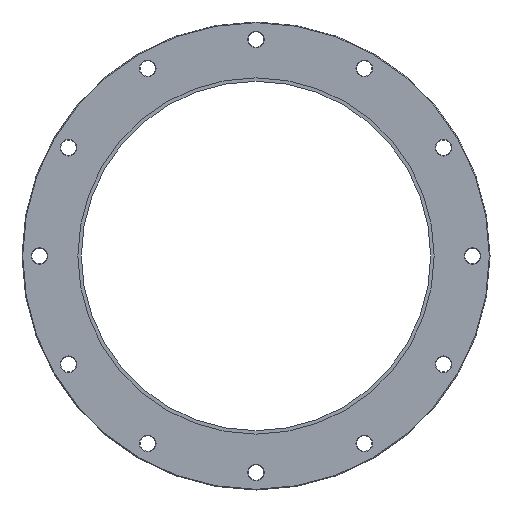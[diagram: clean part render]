
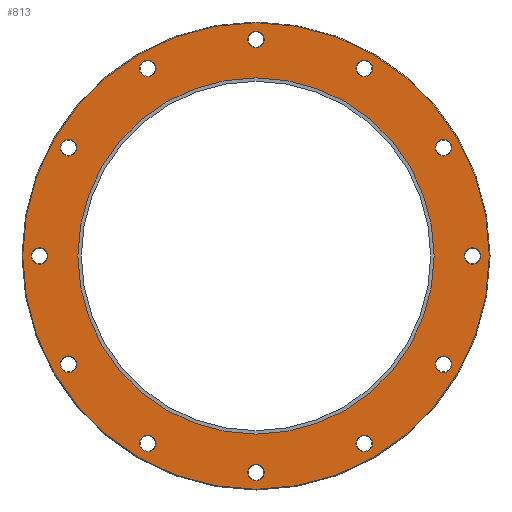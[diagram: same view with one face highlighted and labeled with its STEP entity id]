
A CAD part, left-side view. The second image highlights one B-rep face of the part: STEP entity #813.
In plain terms, the highlighted planar face has unit normal (-1, 0, 0).
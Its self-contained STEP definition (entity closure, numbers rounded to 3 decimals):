
#28=FACE_BOUND('',#127,.T.);
#29=FACE_BOUND('',#128,.T.);
#30=FACE_BOUND('',#129,.T.);
#31=FACE_BOUND('',#130,.T.);
#32=FACE_BOUND('',#131,.T.);
#33=FACE_BOUND('',#132,.T.);
#34=FACE_BOUND('',#133,.T.);
#35=FACE_BOUND('',#134,.T.);
#36=FACE_BOUND('',#135,.T.);
#37=FACE_BOUND('',#136,.T.);
#38=FACE_BOUND('',#137,.T.);
#39=FACE_BOUND('',#138,.T.);
#40=FACE_BOUND('',#139,.T.);
#44=PLANE('',#898);
#67=FACE_OUTER_BOUND('',#126,.T.);
#126=EDGE_LOOP('',(#572));
#127=EDGE_LOOP('',(#573));
#128=EDGE_LOOP('',(#574));
#129=EDGE_LOOP('',(#575));
#130=EDGE_LOOP('',(#576));
#131=EDGE_LOOP('',(#577));
#132=EDGE_LOOP('',(#578));
#133=EDGE_LOOP('',(#579,#580));
#134=EDGE_LOOP('',(#581));
#135=EDGE_LOOP('',(#582));
#136=EDGE_LOOP('',(#583));
#137=EDGE_LOOP('',(#584));
#138=EDGE_LOOP('',(#585));
#139=EDGE_LOOP('',(#586));
#285=CIRCLE('',#897,6.);
#286=CIRCLE('',#899,167.);
#287=CIRCLE('',#900,6.);
#288=CIRCLE('',#901,6.);
#289=CIRCLE('',#902,6.);
#290=CIRCLE('',#903,6.);
#291=CIRCLE('',#904,6.);
#292=CIRCLE('',#905,6.);
#293=CIRCLE('',#906,127.5);
#294=CIRCLE('',#907,127.5);
#295=CIRCLE('',#908,6.);
#296=CIRCLE('',#909,6.);
#297=CIRCLE('',#910,6.);
#298=CIRCLE('',#911,6.);
#299=CIRCLE('',#912,6.);
#363=VERTEX_POINT('',#1334);
#364=VERTEX_POINT('',#1338);
#365=VERTEX_POINT('',#1340);
#366=VERTEX_POINT('',#1342);
#367=VERTEX_POINT('',#1344);
#368=VERTEX_POINT('',#1346);
#369=VERTEX_POINT('',#1348);
#370=VERTEX_POINT('',#1350);
#371=VERTEX_POINT('',#1352);
#372=VERTEX_POINT('',#1353);
#373=VERTEX_POINT('',#1356);
#374=VERTEX_POINT('',#1358);
#375=VERTEX_POINT('',#1360);
#376=VERTEX_POINT('',#1362);
#377=VERTEX_POINT('',#1364);
#443=EDGE_CURVE('',#363,#363,#285,.T.);
#445=EDGE_CURVE('',#364,#364,#286,.T.);
#446=EDGE_CURVE('',#365,#365,#287,.T.);
#447=EDGE_CURVE('',#366,#366,#288,.T.);
#448=EDGE_CURVE('',#367,#367,#289,.T.);
#449=EDGE_CURVE('',#368,#368,#290,.T.);
#450=EDGE_CURVE('',#369,#369,#291,.T.);
#451=EDGE_CURVE('',#370,#370,#292,.T.);
#452=EDGE_CURVE('',#371,#372,#293,.T.);
#453=EDGE_CURVE('',#372,#371,#294,.T.);
#454=EDGE_CURVE('',#373,#373,#295,.T.);
#455=EDGE_CURVE('',#374,#374,#296,.T.);
#456=EDGE_CURVE('',#375,#375,#297,.T.);
#457=EDGE_CURVE('',#376,#376,#298,.T.);
#458=EDGE_CURVE('',#377,#377,#299,.T.);
#572=ORIENTED_EDGE('',*,*,#445,.F.);
#573=ORIENTED_EDGE('',*,*,#446,.F.);
#574=ORIENTED_EDGE('',*,*,#447,.F.);
#575=ORIENTED_EDGE('',*,*,#448,.F.);
#576=ORIENTED_EDGE('',*,*,#449,.F.);
#577=ORIENTED_EDGE('',*,*,#450,.F.);
#578=ORIENTED_EDGE('',*,*,#451,.F.);
#579=ORIENTED_EDGE('',*,*,#452,.F.);
#580=ORIENTED_EDGE('',*,*,#453,.F.);
#581=ORIENTED_EDGE('',*,*,#454,.F.);
#582=ORIENTED_EDGE('',*,*,#455,.F.);
#583=ORIENTED_EDGE('',*,*,#456,.F.);
#584=ORIENTED_EDGE('',*,*,#457,.F.);
#585=ORIENTED_EDGE('',*,*,#458,.F.);
#586=ORIENTED_EDGE('',*,*,#443,.F.);
#813=ADVANCED_FACE('',(#67,#28,#29,#30,#31,#32,#33,#34,#35,#36,#37,#38,
#39,#40),#44,.T.);
#897=AXIS2_PLACEMENT_3D('',#1335,#1047,#1048);
#898=AXIS2_PLACEMENT_3D('',#1337,#1050,#1051);
#899=AXIS2_PLACEMENT_3D('',#1339,#1052,#1053);
#900=AXIS2_PLACEMENT_3D('',#1341,#1054,#1055);
#901=AXIS2_PLACEMENT_3D('',#1343,#1056,#1057);
#902=AXIS2_PLACEMENT_3D('',#1345,#1058,#1059);
#903=AXIS2_PLACEMENT_3D('',#1347,#1060,#1061);
#904=AXIS2_PLACEMENT_3D('',#1349,#1062,#1063);
#905=AXIS2_PLACEMENT_3D('',#1351,#1064,#1065);
#906=AXIS2_PLACEMENT_3D('',#1354,#1066,#1067);
#907=AXIS2_PLACEMENT_3D('',#1355,#1068,#1069);
#908=AXIS2_PLACEMENT_3D('',#1357,#1070,#1071);
#909=AXIS2_PLACEMENT_3D('',#1359,#1072,#1073);
#910=AXIS2_PLACEMENT_3D('',#1361,#1074,#1075);
#911=AXIS2_PLACEMENT_3D('',#1363,#1076,#1077);
#912=AXIS2_PLACEMENT_3D('',#1365,#1078,#1079);
#1047=DIRECTION('center_axis',(-1.,0.,0.));
#1048=DIRECTION('ref_axis',(0.,0.5,-0.866));
#1050=DIRECTION('center_axis',(-1.,0.,0.));
#1051=DIRECTION('ref_axis',(0.,0.,1.));
#1052=DIRECTION('center_axis',(1.,0.,0.));
#1053=DIRECTION('ref_axis',(0.,0.,-1.));
#1054=DIRECTION('center_axis',(-1.,0.,0.));
#1055=DIRECTION('ref_axis',(0.,0.866,-0.5));
#1056=DIRECTION('center_axis',(-1.,0.,0.));
#1057=DIRECTION('ref_axis',(0.,0.866,0.5));
#1058=DIRECTION('center_axis',(-1.,0.,0.));
#1059=DIRECTION('ref_axis',(0.,0.,1.));
#1060=DIRECTION('center_axis',(-1.,0.,0.));
#1061=DIRECTION('ref_axis',(0.,-0.866,0.5));
#1062=DIRECTION('center_axis',(-1.,0.,0.));
#1063=DIRECTION('ref_axis',(0.,-0.866,-0.5));
#1064=DIRECTION('center_axis',(-1.,0.,0.));
#1065=DIRECTION('ref_axis',(0.,0.,-1.));
#1066=DIRECTION('center_axis',(-1.,0.,0.));
#1067=DIRECTION('ref_axis',(0.,0.,1.));
#1068=DIRECTION('center_axis',(-1.,0.,0.));
#1069=DIRECTION('ref_axis',(0.,0.,1.));
#1070=DIRECTION('center_axis',(-1.,0.,0.));
#1071=DIRECTION('ref_axis',(0.,-0.5,-0.866));
#1072=DIRECTION('center_axis',(-1.,0.,0.));
#1073=DIRECTION('ref_axis',(0.,-1.,0.));
#1074=DIRECTION('center_axis',(-1.,0.,0.));
#1075=DIRECTION('ref_axis',(0.,-0.5,0.866));
#1076=DIRECTION('center_axis',(-1.,0.,0.));
#1077=DIRECTION('ref_axis',(0.,0.5,0.866));
#1078=DIRECTION('center_axis',(-1.,0.,0.));
#1079=DIRECTION('ref_axis',(0.,1.,0.));
#1334=CARTESIAN_POINT('',(0.,131.234,82.696));
#1335=CARTESIAN_POINT('Origin',(0.,134.234,77.5));
#1337=CARTESIAN_POINT('Origin',(0.,0.,127.5));
#1338=CARTESIAN_POINT('',(0.,0.,167.));
#1339=CARTESIAN_POINT('Origin',(0.,0.,0.));
#1340=CARTESIAN_POINT('',(0.,72.304,137.234));
#1341=CARTESIAN_POINT('Origin',(0.,77.5,134.234));
#1342=CARTESIAN_POINT('',(0.,-82.696,131.234));
#1343=CARTESIAN_POINT('Origin',(0.,-77.5,
134.234));
#1344=CARTESIAN_POINT('',(0.,-155.,-6.));
#1345=CARTESIAN_POINT('Origin',(0.,-155.,0.));
#1346=CARTESIAN_POINT('',(0.,-72.304,-137.234));
#1347=CARTESIAN_POINT('Origin',(0.,-77.5,-134.234));
#1348=CARTESIAN_POINT('',(0.,82.696,-131.234));
#1349=CARTESIAN_POINT('Origin',(0.,77.5,-134.234));
#1350=CARTESIAN_POINT('',(0.,155.,6.));
#1351=CARTESIAN_POINT('Origin',(0.,155.,0.));
#1352=CARTESIAN_POINT('',(0.,0.,127.5));
#1353=CARTESIAN_POINT('',(0.,0.,-127.5));
#1354=CARTESIAN_POINT('Origin',(0.,0.,0.));
#1355=CARTESIAN_POINT('Origin',(0.,0.,0.));
#1356=CARTESIAN_POINT('',(0.,137.234,-72.304));
#1357=CARTESIAN_POINT('Origin',(0.,134.234,-77.5));
#1358=CARTESIAN_POINT('',(0.,6.,-155.));
#1359=CARTESIAN_POINT('Origin',(0.,0.,
-155.));
#1360=CARTESIAN_POINT('',(0.,-131.234,-82.696));
#1361=CARTESIAN_POINT('Origin',(0.,-134.234,
-77.5));
#1362=CARTESIAN_POINT('',(0.,-137.234,72.304));
#1363=CARTESIAN_POINT('Origin',(0.,-134.234,
77.5));
#1364=CARTESIAN_POINT('',(0.,-6.,155.));
#1365=CARTESIAN_POINT('Origin',(0.,0.,
155.));
